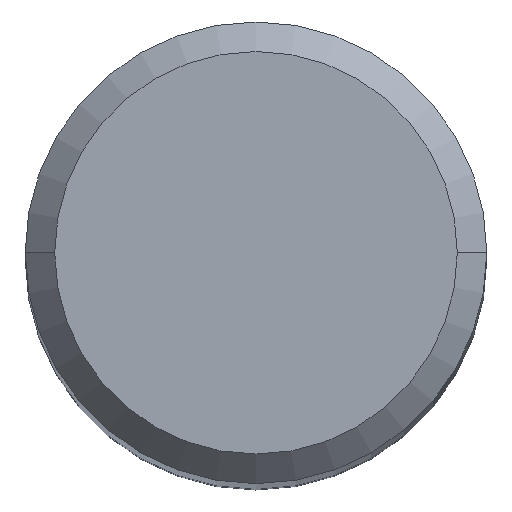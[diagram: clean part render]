
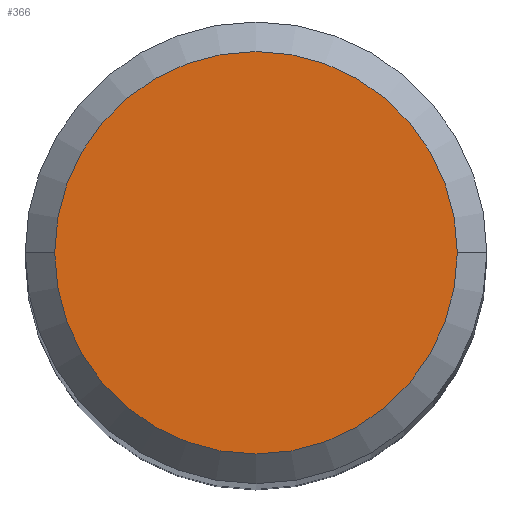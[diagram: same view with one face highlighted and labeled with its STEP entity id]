
A CAD part, top view. The second image highlights one B-rep face of the part: STEP entity #366.
In plain terms, the highlighted planar face has unit normal (0, 0, 1).
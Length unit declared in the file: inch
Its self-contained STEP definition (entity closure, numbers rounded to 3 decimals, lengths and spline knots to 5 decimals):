
#4 = DIRECTION ( 'NONE',  ( -1., 0., 0. ) ) ;
#16 = DIRECTION ( 'NONE',  ( 0., 0., 1. ) ) ;
#30 = AXIS2_PLACEMENT_3D ( 'NONE', #418, #345, #4 ) ;
#89 = AXIS2_PLACEMENT_3D ( 'NONE', #108, #16, #401 ) ;
#108 = CARTESIAN_POINT ( 'NONE',  ( 0., 0., 0. ) ) ;
#133 = CIRCLE ( 'NONE', #215, 0.13625 ) ;
#142 = EDGE_LOOP ( 'NONE', ( #442, #350 ) ) ;
#171 = EDGE_CURVE ( 'NONE', #321, #413, #386, .T. ) ;
#215 = AXIS2_PLACEMENT_3D ( 'NONE', #420, #382, #463 ) ;
#232 = CARTESIAN_POINT ( 'NONE',  ( -0.13625, 0., 0. ) ) ;
#271 = CARTESIAN_POINT ( 'NONE',  ( 0.13625, 0., 0. ) ) ;
#272 = PLANE ( 'NONE',  #30 ) ;
#311 = FACE_OUTER_BOUND ( 'NONE', #142, .T. ) ;
#321 = VERTEX_POINT ( 'NONE', #271 ) ;
#345 = DIRECTION ( 'NONE',  ( 0., 0., -1. ) ) ;
#350 = ORIENTED_EDGE ( 'NONE', *, *, #171, .T. ) ;
#366 = ADVANCED_FACE ( 'NONE', ( #311 ), #272, .F. ) ;
#382 = DIRECTION ( 'NONE',  ( 0., 0., 1. ) ) ;
#386 = CIRCLE ( 'NONE', #89, 0.13625 ) ;
#398 = EDGE_CURVE ( 'NONE', #413, #321, #133, .T. ) ;
#401 = DIRECTION ( 'NONE',  ( 1., 0., 0. ) ) ;
#413 = VERTEX_POINT ( 'NONE', #232 ) ;
#418 = CARTESIAN_POINT ( 'NONE',  ( 0., 0.13625, 0. ) ) ;
#420 = CARTESIAN_POINT ( 'NONE',  ( 0., 0., 0. ) ) ;
#442 = ORIENTED_EDGE ( 'NONE', *, *, #398, .T. ) ;
#463 = DIRECTION ( 'NONE',  ( 1., 0., 0. ) ) ;
